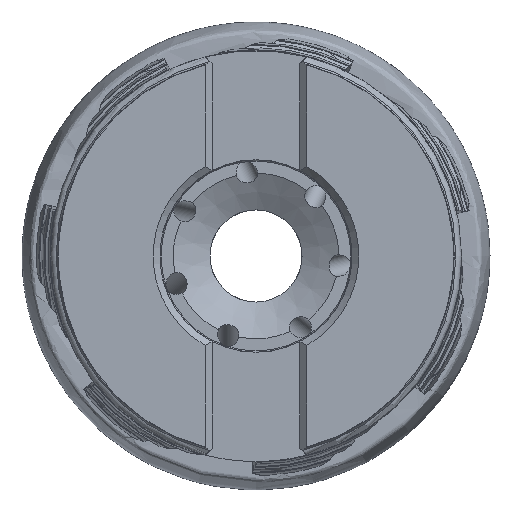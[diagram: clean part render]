
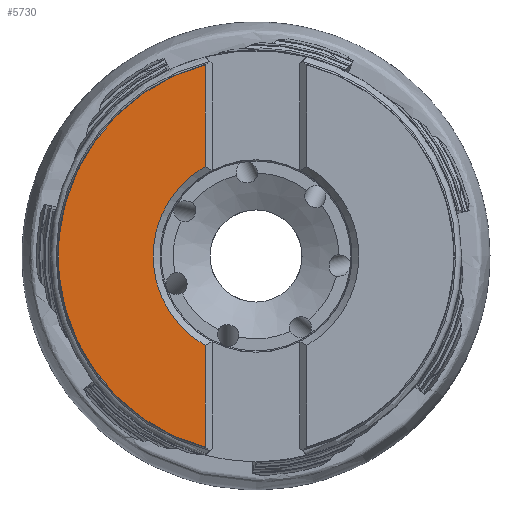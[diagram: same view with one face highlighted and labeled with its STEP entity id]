
A CAD part, left-side view. The second image highlights one B-rep face of the part: STEP entity #5730.
In plain terms, the highlighted planar face has unit normal (-1, 0, 0).
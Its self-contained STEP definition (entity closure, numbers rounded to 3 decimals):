
#34 = CARTESIAN_POINT ( 'NONE',  ( -49., 7.15, -12.643 ) ) ;
#58 = VERTEX_POINT ( 'NONE', #34 ) ;
#75 = VERTEX_POINT ( 'NONE', #13348 ) ;
#583 = DIRECTION ( 'NONE',  ( 0., 0., 1. ) ) ;
#922 = FACE_OUTER_BOUND ( 'NONE', #2250, .T. ) ;
#970 = VECTOR ( 'NONE', #4345, 1000. ) ;
#1038 = DIRECTION ( 'NONE',  ( -1., 0., 0. ) ) ;
#1114 = CARTESIAN_POINT ( 'NONE',  ( -49., 7.15, 12.643 ) ) ;
#1203 = EDGE_CURVE ( 'NONE', #12102, #58, #6586, .T. ) ;
#1251 = VERTEX_POINT ( 'NONE', #1114 ) ;
#1409 = ORIENTED_EDGE ( 'NONE', *, *, #4883, .F. ) ;
#1803 = EDGE_CURVE ( 'NONE', #58, #1251, #6112, .T. ) ;
#2250 = EDGE_LOOP ( 'NONE', ( #2356, #11981, #12334, #1409 ) ) ;
#2356 = ORIENTED_EDGE ( 'NONE', *, *, #1203, .T. ) ;
#2611 = CARTESIAN_POINT ( 'NONE',  ( -49., 0., 0. ) ) ;
#3722 = DIRECTION ( 'NONE',  ( 0., 0., 1. ) ) ;
#4345 = DIRECTION ( 'NONE',  ( 0., 0., 1. ) ) ;
#4702 = AXIS2_PLACEMENT_3D ( 'NONE', #2611, #10484, #3722 ) ;
#4876 = DIRECTION ( 'NONE',  ( 1., 0., 0. ) ) ;
#4883 = EDGE_CURVE ( 'Kante54', #12102, #75, #7620, .T. ) ;
#5089 = EDGE_CURVE ( 'NONE', #1251, #75, #5505, .T. ) ;
#5505 = LINE ( 'NONE', #13005, #8497 ) ;
#5730 = ADVANCED_FACE ( 'NONE', ( #922 ), #7771, .T. ) ;
#6112 = CIRCLE ( 'NONE', #4702, 14.525 ) ;
#6586 = LINE ( 'NONE', #12226, #970 ) ;
#6898 = AXIS2_PLACEMENT_3D ( 'NONE', #11122, #1038, #8894 ) ;
#7620 = CIRCLE ( 'NONE', #9258, 27.922 ) ;
#7771 = PLANE ( 'NONE',  #6898 ) ;
#8497 = VECTOR ( 'NONE', #583, 1000. ) ;
#8894 = DIRECTION ( 'NONE',  ( 0., 0., 1. ) ) ;
#9258 = AXIS2_PLACEMENT_3D ( 'NONE', #11621, #4876, #12747 ) ;
#10484 = DIRECTION ( 'NONE',  ( 1., 0., 0. ) ) ;
#11122 = CARTESIAN_POINT ( 'NONE',  ( -49., 0., 0. ) ) ;
#11621 = CARTESIAN_POINT ( 'NONE',  ( -49., 0., 0. ) ) ;
#11981 = ORIENTED_EDGE ( 'NONE', *, *, #1803, .T. ) ;
#12102 = VERTEX_POINT ( 'NONE', #12880 ) ;
#12226 = CARTESIAN_POINT ( 'NONE',  ( -49., 7.15, -35. ) ) ;
#12334 = ORIENTED_EDGE ( 'NONE', *, *, #5089, .T. ) ;
#12747 = DIRECTION ( 'NONE',  ( 0., 0., 1. ) ) ;
#12880 = CARTESIAN_POINT ( 'NONE',  ( -49., 7.15, -26.991 ) ) ;
#13005 = CARTESIAN_POINT ( 'NONE',  ( -49., 7.15, -35. ) ) ;
#13348 = CARTESIAN_POINT ( 'NONE',  ( -49., 7.15, 26.991 ) ) ;
